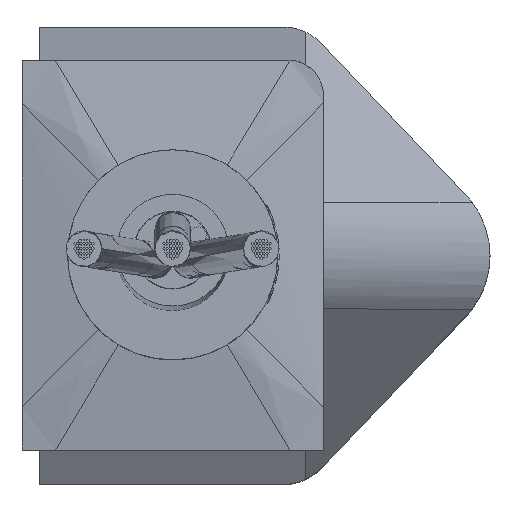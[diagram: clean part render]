
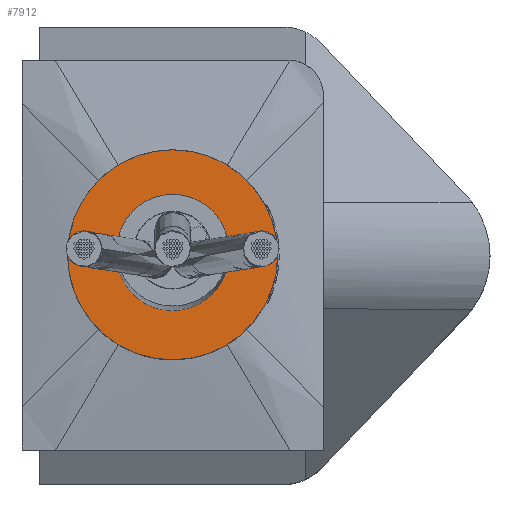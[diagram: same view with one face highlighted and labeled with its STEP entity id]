
A CAD part, top view. The second image highlights one B-rep face of the part: STEP entity #7912.
In plain terms, the highlighted face is planar.
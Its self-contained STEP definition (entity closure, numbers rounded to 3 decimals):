
#1079 = AXIS2_PLACEMENT_3D ( 'NONE', #44940, #45485, #36464 ) ;
#1316 = VERTEX_POINT ( 'NONE', #47704 ) ;
#7841 = EDGE_LOOP ( 'NONE', ( #8202, #29852 ) ) ;
#7912 = ADVANCED_FACE ( 'NONE', ( #38209 ), #13546, .T. ) ;
#8202 = ORIENTED_EDGE ( 'NONE', *, *, #39279, .T. ) ;
#9659 = DIRECTION ( 'NONE',  ( 0., 0., -1. ) ) ;
#13546 = PLANE ( 'NONE',  #32735 ) ;
#21505 = CIRCLE ( 'NONE', #1079, 5.925 ) ;
#29852 = ORIENTED_EDGE ( 'NONE', *, *, #33643, .T. ) ;
#30949 = DIRECTION ( 'NONE',  ( 1., 0., 0. ) ) ;
#31486 = CARTESIAN_POINT ( 'NONE',  ( 32., 0., 7.5 ) ) ;
#32735 = AXIS2_PLACEMENT_3D ( 'NONE', #51198, #51741, #9659 ) ;
#33643 = EDGE_CURVE ( 'NONE', #1316, #42329, #41436, .T. ) ;
#36464 = DIRECTION ( 'NONE',  ( 0., 0., -1. ) ) ;
#38209 = FACE_OUTER_BOUND ( 'NONE', #7841, .T. ) ;
#38709 = AXIS2_PLACEMENT_3D ( 'NONE', #31486, #30949, #39232 ) ;
#39232 = DIRECTION ( 'NONE',  ( 0., 0., -1. ) ) ;
#39279 = EDGE_CURVE ( 'NONE', #42329, #1316, #21505, .T. ) ;
#41436 = CIRCLE ( 'NONE', #38709, 5.925 ) ;
#42329 = VERTEX_POINT ( 'NONE', #53195 ) ;
#44940 = CARTESIAN_POINT ( 'NONE',  ( 32., 0., 7.5 ) ) ;
#45485 = DIRECTION ( 'NONE',  ( 1., 0., 0. ) ) ;
#47704 = CARTESIAN_POINT ( 'NONE',  ( 32., 0., 13.425 ) ) ;
#51198 = CARTESIAN_POINT ( 'NONE',  ( 32., 0., 7.5 ) ) ;
#51741 = DIRECTION ( 'NONE',  ( 1., 0., 0. ) ) ;
#53195 = CARTESIAN_POINT ( 'NONE',  ( 32., 0., 1.575 ) ) ;
